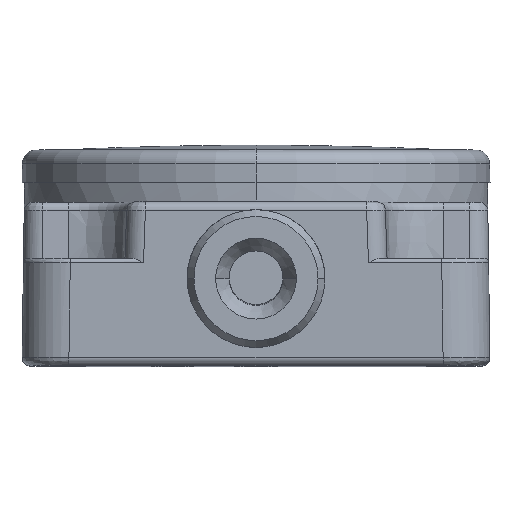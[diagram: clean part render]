
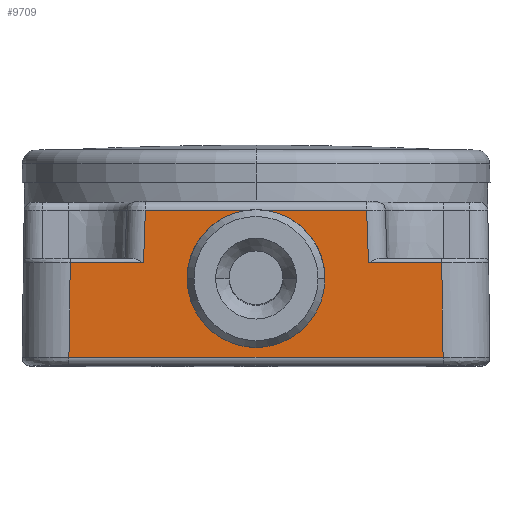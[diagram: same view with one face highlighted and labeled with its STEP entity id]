
A CAD part, top view. The second image highlights one B-rep face of the part: STEP entity #9709.
In plain terms, the highlighted planar face has unit normal (0, 0, 1).
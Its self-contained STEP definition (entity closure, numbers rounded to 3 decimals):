
#794=CARTESIAN_POINT('',(44.833,11.425,0.));
#812=CARTESIAN_POINT('',(24.987,9.725,0.));
#813=DIRECTION('',(0.,0.,1.));
#814=DIRECTION('',(1.,0.,0.));
#815=AXIS2_PLACEMENT_3D('',#812,#813,#814);
#817=DIRECTION('',(1.,0.,0.));
#818=VECTOR('',#817,10.837);
#819=CARTESIAN_POINT('',(25.971,17.025,0.));
#820=LINE('',#819,#818);
#821=DIRECTION('',(1.,0.,0.));
#822=VECTOR('',#821,7.83);
#823=CARTESIAN_POINT('',(37.004,11.425,0.));
#824=LINE('',#823,#822);
#825=DIRECTION('',(-0.014,1.,0.));
#826=VECTOR('',#825,10.101);
#827=CARTESIAN_POINT('',(44.974,1.325,0.));
#828=LINE('',#827,#826);
#829=DIRECTION('',(-1.,0.,0.));
#830=VECTOR('',#829,39.974);
#831=CARTESIAN_POINT('',(44.974,1.325,0.));
#832=LINE('',#831,#830);
#833=DIRECTION('',(-0.014,-1.,0.));
#834=VECTOR('',#833,10.101);
#835=CARTESIAN_POINT('',(5.142,11.425,0.));
#836=LINE('',#835,#834);
#837=DIRECTION('',(1.,0.,0.));
#838=VECTOR('',#837,7.83);
#839=CARTESIAN_POINT('',(5.142,11.425,0.));
#840=LINE('',#839,#838);
#841=DIRECTION('',(1.,0.,0.));
#842=VECTOR('',#841,10.837);
#843=CARTESIAN_POINT('',(13.167,17.025,0.));
#844=LINE('',#843,#842);
#845=CARTESIAN_POINT('',(24.987,9.725,0.));
#846=DIRECTION('',(0.,0.,1.));
#847=DIRECTION('',(-0.134,0.991,0.));
#848=AXIS2_PLACEMENT_3D('',#845,#846,#847);
#850=CARTESIAN_POINT('',(24.987,9.725,0.));
#851=DIRECTION('',(0.,0.,1.));
#852=DIRECTION('',(-1.,0.,0.));
#853=AXIS2_PLACEMENT_3D('',#850,#851,#852);
#980=CARTESIAN_POINT('',(13.167,17.025,0.));
#982=DIRECTION('',(-0.035,-0.999,0.));
#983=VECTOR('',#982,5.603);
#984=CARTESIAN_POINT('',(13.167,17.025,0.));
#985=LINE('',#984,#983);
#1352=CARTESIAN_POINT('',(36.808,17.025,
0.));
#1374=DIRECTION('',(-0.035,0.999,0.));
#1375=VECTOR('',#1374,5.603);
#1376=CARTESIAN_POINT('',(37.004,11.425,0.));
#1377=LINE('',#1376,#1375);
#8359=CARTESIAN_POINT('',(44.974,1.325,
0.));
#8360=CARTESIAN_POINT('',(5.001,1.325,
0.));
#8361=VERTEX_POINT('',#8359);
#8362=VERTEX_POINT('',#8360);
#8380=VERTEX_POINT('',#1352);
#8385=VERTEX_POINT('',#980);
#8783=VERTEX_POINT('',#794);
#8786=CARTESIAN_POINT('',(37.004,11.425,0.));
#8787=VERTEX_POINT('',#8786);
#8788=CARTESIAN_POINT('',(5.142,11.425,0.));
#8789=CARTESIAN_POINT('',(12.971,11.425,0.));
#8790=VERTEX_POINT('',#8788);
#8791=VERTEX_POINT('',#8789);
#8814=CARTESIAN_POINT('',(32.353,9.725,0.));
#8815=CARTESIAN_POINT('',(25.971,17.025,0.));
#8816=VERTEX_POINT('',#8814);
#8817=VERTEX_POINT('',#8815);
#8818=CARTESIAN_POINT('',(24.003,17.025,0.));
#8819=CARTESIAN_POINT('',(17.621,9.725,0.));
#8820=VERTEX_POINT('',#8818);
#8821=VERTEX_POINT('',#8819);
#9680=CARTESIAN_POINT('',(-0.013,0.425,0.));
#9681=DIRECTION('',(0.,0.,1.));
#9682=DIRECTION('',(1.,0.,0.));
#9683=AXIS2_PLACEMENT_3D('',#9680,#9681,#9682);
#9684=PLANE('',#9683);
#9686=ORIENTED_EDGE('',*,*,#9685,.T.);
#9688=ORIENTED_EDGE('',*,*,#9687,.T.);
#9690=ORIENTED_EDGE('',*,*,#9689,.F.);
#9692=ORIENTED_EDGE('',*,*,#9691,.T.);
#9693=ORIENTED_EDGE('',*,*,#9665,.F.);
#9694=ORIENTED_EDGE('',*,*,#9017,.T.);
#9696=ORIENTED_EDGE('',*,*,#9695,.F.);
#9698=ORIENTED_EDGE('',*,*,#9697,.T.);
#9700=ORIENTED_EDGE('',*,*,#9699,.F.);
#9702=ORIENTED_EDGE('',*,*,#9701,.T.);
#9704=ORIENTED_EDGE('',*,*,#9703,.T.);
#9706=ORIENTED_EDGE('',*,*,#9705,.T.);
#9707=EDGE_LOOP('',(#9686,#9688,#9690,#9692,#9693,#9694,#9696,#9698,#9700,#9702,
#9704,#9706));
#9708=FACE_OUTER_BOUND('',#9707,.F.);
#9709=ADVANCED_FACE('',(#9708),#9684,.T.);
#816=CIRCLE('',#815,7.366);
#849=CIRCLE('',#848,7.366);
#854=CIRCLE('',#853,7.366);
#9017=EDGE_CURVE('',#8361,#8362,#832,.T.);
#9665=EDGE_CURVE('',#8361,#8783,#828,.T.);
#9685=EDGE_CURVE('',#8816,#8817,#816,.T.);
#9687=EDGE_CURVE('',#8817,#8380,#820,.T.);
#9689=EDGE_CURVE('',#8787,#8380,#1377,.T.);
#9691=EDGE_CURVE('',#8787,#8783,#824,.T.);
#9695=EDGE_CURVE('',#8790,#8362,#836,.T.);
#9697=EDGE_CURVE('',#8790,#8791,#840,.T.);
#9699=EDGE_CURVE('',#8385,#8791,#985,.T.);
#9701=EDGE_CURVE('',#8385,#8820,#844,.T.);
#9703=EDGE_CURVE('',#8820,#8821,#849,.T.);
#9705=EDGE_CURVE('',#8821,#8816,#854,.T.);
